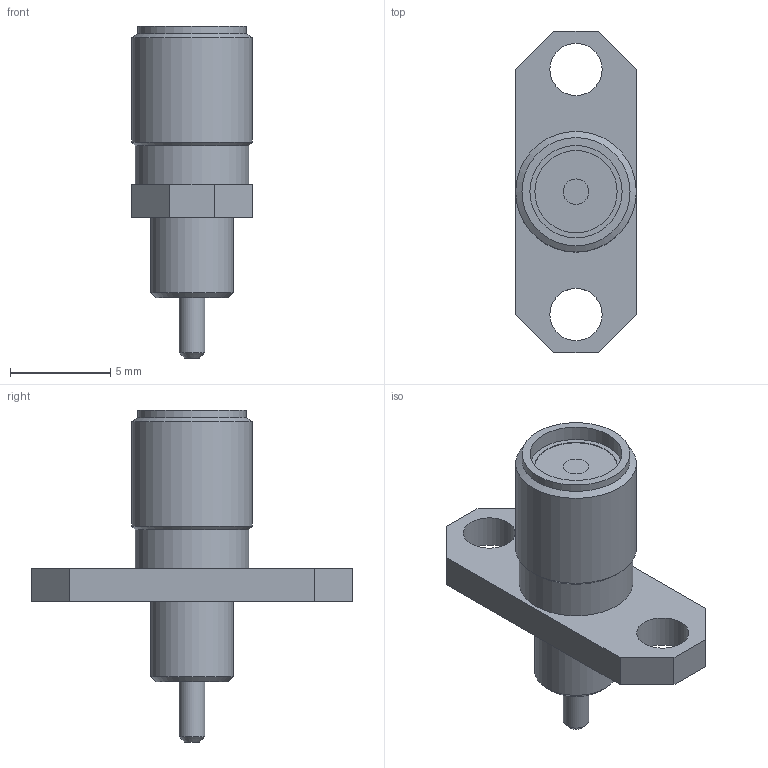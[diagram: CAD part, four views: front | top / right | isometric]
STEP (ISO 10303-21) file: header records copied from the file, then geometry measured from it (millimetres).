
FILE_DESCRIPTION(('FreeCAD Model'),'2;1');
FILE_NAME('Open CASCADE Shape Model','2021-01-21T00:23:57',('Author'),( ''),'Open CASCADE STEP processor 7.4','FreeCAD','Unknown');
FILE_SCHEMA(('CONFIG_CONTROL_DESIGN'));
Length unit declared in the file: millimetre
Products named in the file (2): Body; SOLID
Assembly tree (1 placements, depth 2):
  Body
    SOLID
Bounding box: 6.01 x 16 x 16.53 mm (x, y, z)
Volume: 379.8 mm3; surface area: 514.4 mm2
Topology: 1 solids, 1 shells, 35 faces, 69 edges, 45 vertices
Faces by surface type: plane 19, cylinder 12, cone 4
Full cylindrical faces by diameter (mm): 1.27 x1, 2.6 x2, 4.1 x2, 4.597 x1, 4.6 x1, 4.8 x1, 5.385 x1, 5.5 x1, 5.658 x1, 6.008 x1
Entity records: 1887 total; most frequent: DIRECTION 310, CARTESIAN_POINT 289, LINE 154, VECTOR 154, ORIENTED_EDGE 138, PCURVE 138, DEFINITIONAL_REPRESENTATION 138, EDGE_CURVE 69
